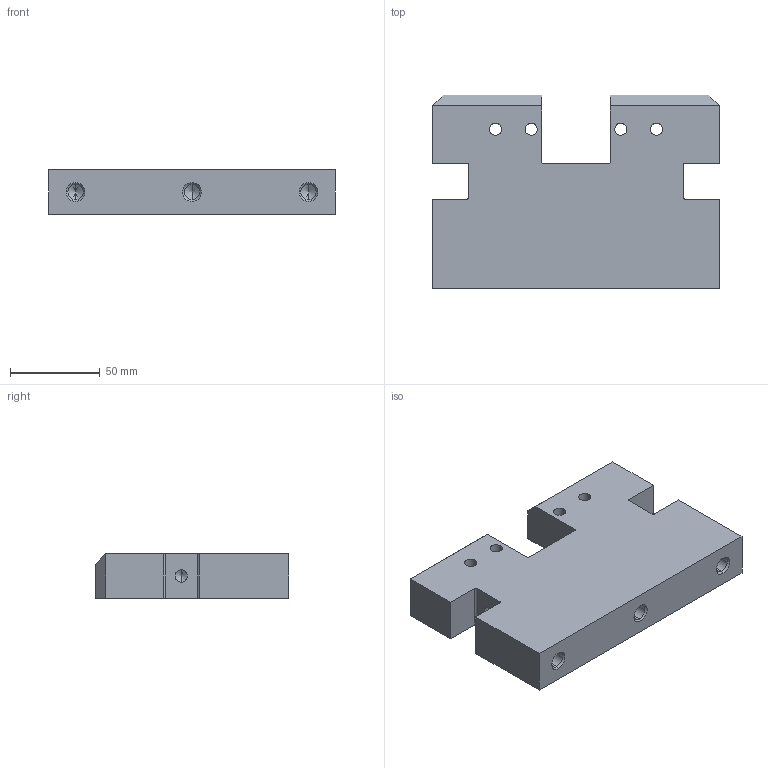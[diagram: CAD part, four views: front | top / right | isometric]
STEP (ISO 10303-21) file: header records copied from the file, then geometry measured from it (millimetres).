
FILE_DESCRIPTION (( 'STEP AP214' ), '1' );
FILE_NAME ('rehausse train arriere step.STEP', '2020-12-21T19:43:56', ( '' ), ( '' ), 'SwSTEP 2.0', 'SolidWorks 2019', '' );
FILE_SCHEMA (( 'AUTOMOTIVE_DESIGN' ));
Length unit declared in the file: millimetre
Products named in the file (1): rehausse train arriere step
Bounding box: 160 x 108 x 25 mm (x, y, z)
Volume: 357903.1 mm3; surface area: 54450.8 mm2
Topology: 1 solids, 1 shells, 86 faces, 218 edges, 125 vertices
Faces by surface type: cone 32, cylinder 30, plane 24
Entity records: 2774 total; most frequent: DIRECTION 448, CARTESIAN_POINT 412, ORIENTED_EDGE 400, EDGE_CURVE 200, AXIS2_PLACEMENT_3D 161, VECTOR 126, LINE 126, VERTEX_POINT 125
